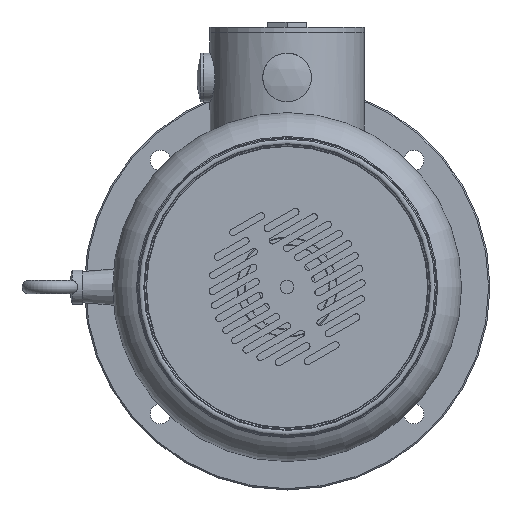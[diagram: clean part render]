
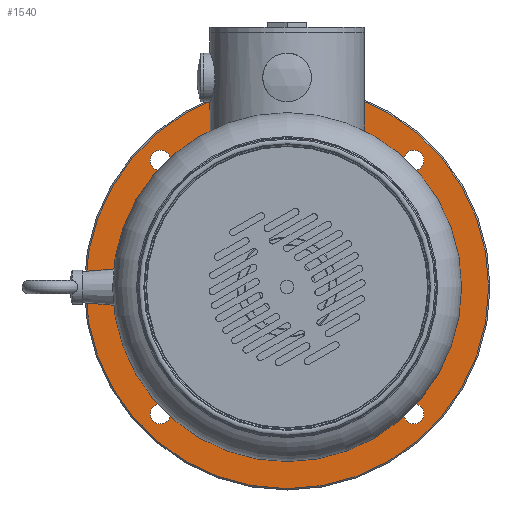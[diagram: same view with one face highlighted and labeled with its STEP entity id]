
A CAD part, left-side view. The second image highlights one B-rep face of the part: STEP entity #1540.
In plain terms, the highlighted planar face has unit normal (-1, 0, 0).
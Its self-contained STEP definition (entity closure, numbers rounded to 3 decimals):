
#1540=ADVANCED_FACE('', (#1550,#1560,#1570,#1580,#1590,#1600), #1610, 
.T.);
#13060=AXIS2_PLACEMENT_3D('Ax2Pl3d', #13070, #13080, #13090);
#13140=AXIS2_PLACEMENT_3D('Ax2Pl3d', #13150, #13160, #13170);
#13180=AXIS2_PLACEMENT_3D('Ax2Pl3d', #13190, #13200, #13210);
#13220=AXIS2_PLACEMENT_3D('Ax2Pl3d', #13230, #13240, #13250);
#13260=AXIS2_PLACEMENT_3D('Ax2Pl3d', #13270, #13280, #13290);
#13300=AXIS2_PLACEMENT_3D('Ax2Pl3d', #13310, #13320, #13330);
#13340=AXIS2_PLACEMENT_3D('Ax2Pl3d', #13350, #13360, #13370);
#13070=CARTESIAN_POINT('HicPkt', (399.631,331.465,
93.692));
#87350=CARTESIAN_POINT('', (399.631,338.965,93.692));
#13150=CARTESIAN_POINT('HicPkt', (399.631,88.774,
0.));
#13190=CARTESIAN_POINT('HicPkt', (399.631,237.774,
0.));
#87370=CARTESIAN_POINT('', (399.631,88.774,
0.));
#13230=CARTESIAN_POINT('HicPkt', (399.631,237.774,
0.));
#87380=CARTESIAN_POINT('', (399.631,118.774,
0.));
#13270=CARTESIAN_POINT('HicPkt', (399.631,331.465,
-93.692));
#87390=CARTESIAN_POINT('', (399.631,338.965,-93.692))
;
#13310=CARTESIAN_POINT('HicPkt', (399.631,144.082,
-93.692));
#87400=CARTESIAN_POINT('', (399.631,151.582,-93.692))
;
#13350=CARTESIAN_POINT('HicPkt', (399.631,144.082,
93.692));
#87410=CARTESIAN_POINT('', (399.631,151.582,93.692));
#92800=CIRCLE('Circle', #13060, 7.5);
#92820=CIRCLE('Circle', #13180, 149.);
#92830=CIRCLE('Circle', #13220, 119.);
#92840=CIRCLE('Circle', #13260, 7.5);
#92850=CIRCLE('Circle', #13300, 7.5);
#92860=CIRCLE('Circle', #13340, 7.5);
#13080=DIRECTION('Axis', (-1.,0.,
0.));
#13090=DIRECTION('RefDirection', (0.,
0.,-1.));
#13160=DIRECTION('Axis', (-1.,0.,
0.));
#13170=DIRECTION('RefDirection', (0.,
0.,-1.));
#13200=DIRECTION('Axis', (-1.,0.,0.)
);
#13210=DIRECTION('RefDirection', (0.,
0.,-1.));
#13240=DIRECTION('Axis', (-1.,0.,0.)
);
#13250=DIRECTION('RefDirection', (0.,
0.,-1.));
#13280=DIRECTION('Axis', (-1.,0.,0.)
);
#13290=DIRECTION('RefDirection', (0.,
0.,-1.));
#13320=DIRECTION('Axis', (-1.,0.,0.)
);
#13330=DIRECTION('RefDirection', (0.,
0.,-1.));
#13360=DIRECTION('Axis', (-1.,0.,0.)
);
#13370=DIRECTION('RefDirection', (0.,
0.,-1.));
#112610=EDGE_CURVE('', #112620, #112620, #92800, .T.);
#112650=EDGE_CURVE('', #112660, #112660, #92820, .T.);
#112670=EDGE_CURVE('', #112680, #112680, #92830, .T.);
#112690=EDGE_CURVE('', #112700, #112700, #92840, .T.);
#112710=EDGE_CURVE('', #112720, #112720, #92850, .T.);
#112730=EDGE_CURVE('', #112740, #112740, #92860, .T.);
#123600=EDGE_LOOP('Edge_loop', (#123610));
#123620=EDGE_LOOP('Edge_loop', (#123630));
#123640=EDGE_LOOP('Edge_loop', (#123650));
#123660=EDGE_LOOP('Edge_loop', (#123670));
#123680=EDGE_LOOP('Edge_loop', (#123690));
#123700=EDGE_LOOP('Edge_loop', (#123710));
#1560=FACE_BOUND('', #123620, .T.);
#1570=FACE_BOUND('', #123640, .T.);
#1580=FACE_BOUND('', #123660, .T.);
#1590=FACE_BOUND('', #123680, .T.);
#1600=FACE_BOUND('', #123700, .T.);
#1550=FACE_OUTER_BOUND('Face_outer_bound', #123600, .T.);
#123610=ORIENTED_EDGE('', *, *, #112650, .T.);
#123630=ORIENTED_EDGE('', *, *, #112610, .F.);
#123650=ORIENTED_EDGE('', *, *, #112670, .F.);
#123670=ORIENTED_EDGE('', *, *, #112690, .F.);
#123690=ORIENTED_EDGE('', *, *, #112710, .F.);
#123710=ORIENTED_EDGE('', *, *, #112730, .F.);
#1610=PLANE('Plane', #13140);
#112620=VERTEX_POINT('', #87350);
#112660=VERTEX_POINT('', #87370);
#112680=VERTEX_POINT('', #87380);
#112700=VERTEX_POINT('', #87390);
#112720=VERTEX_POINT('', #87400);
#112740=VERTEX_POINT('', #87410);
